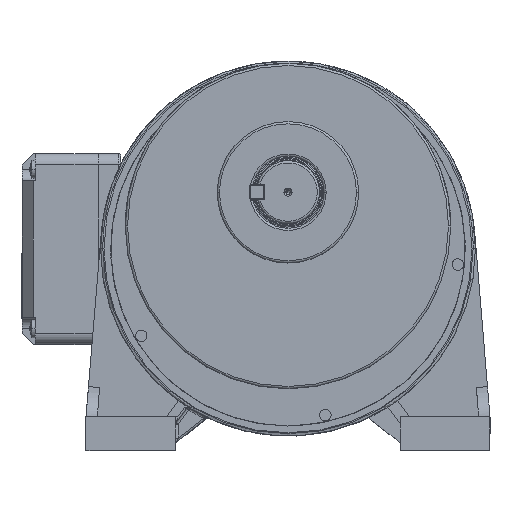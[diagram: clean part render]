
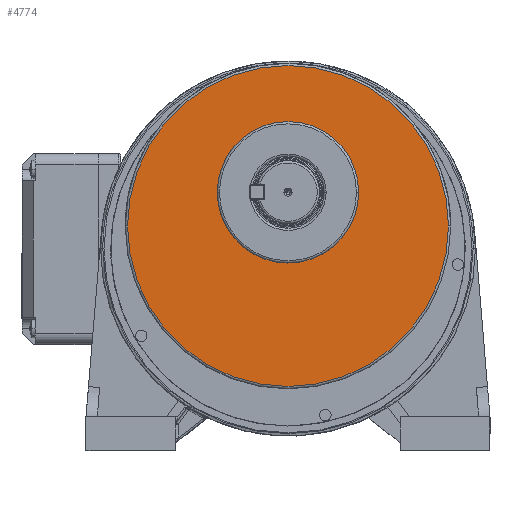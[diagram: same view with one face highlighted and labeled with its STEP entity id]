
A CAD part, top view. The second image highlights one B-rep face of the part: STEP entity #4774.
In plain terms, the highlighted face is planar.
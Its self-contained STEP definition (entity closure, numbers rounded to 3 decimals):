
#3885 = VERTEX_POINT ( 'NONE', #51442 ) ;
#3944 = EDGE_CURVE ( 'NONE', #3885, #36435, #51687, .T. ) ;
#4044 = EDGE_CURVE ( 'NONE', #4062, #4063, #52077, .T. ) ;
#4062 = VERTEX_POINT ( 'NONE', #52103 ) ;
#4063 = VERTEX_POINT ( 'NONE', #52095 ) ;
#4740 = ORIENTED_EDGE ( 'NONE', *, *, #3944, .T. ) ;
#4742 = EDGE_LOOP ( 'NONE', ( #4744, #4740 ) ) ;
#4744 = ORIENTED_EDGE ( 'NONE', *, *, #4780, .T. ) ;
#4774 = ADVANCED_FACE ( 'NONE', ( #54802, #54876 ), #54885, .F. ) ;
#4778 = ORIENTED_EDGE ( 'NONE', *, *, #4781, .T. ) ;
#4780 = EDGE_CURVE ( 'NONE', #36435, #3885, #54855, .T. ) ;
#4781 = EDGE_CURVE ( 'NONE', #4063, #4062, #54859, .T. ) ;
#4782 = EDGE_LOOP ( 'NONE', ( #4784, #4778 ) ) ;
#4784 = ORIENTED_EDGE ( 'NONE', *, *, #4044, .T. ) ;
#36435 = VERTEX_POINT ( 'NONE', #52027 ) ;
#51442 = CARTESIAN_POINT ( 'NONE',  ( -71.5, 10., -82. ) ) ;
#51678 = DIRECTION ( 'NONE',  ( 1., 0., 0. ) ) ;
#51680 = DIRECTION ( 'NONE',  ( 0., 0., -1. ) ) ;
#51682 = CARTESIAN_POINT ( 'NONE',  ( 0., 10., -82. ) ) ;
#51687 = CIRCLE ( 'NONE', #51717, 71.5 ) ;
#51717 = AXIS2_PLACEMENT_3D ( 'NONE', #51682, #51680, #51678 ) ;
#52027 = CARTESIAN_POINT ( 'NONE',  ( 71.5, 10., -82. ) ) ;
#52046 = DIRECTION ( 'NONE',  ( 1., 0., 0. ) ) ;
#52048 = DIRECTION ( 'NONE',  ( 0., 0., 1. ) ) ;
#52062 = CARTESIAN_POINT ( 'NONE',  ( 0., 25., -82. ) ) ;
#52073 = AXIS2_PLACEMENT_3D ( 'NONE', #52062, #52048, #52046 ) ;
#52077 = CIRCLE ( 'NONE', #52073, 31.5 ) ;
#52095 = CARTESIAN_POINT ( 'NONE',  ( -31.5, 25., -82. ) ) ;
#52103 = CARTESIAN_POINT ( 'NONE',  ( 31.5, 25., -82. ) ) ;
#54802 = FACE_OUTER_BOUND ( 'NONE', #4742, .T. ) ;
#54851 = AXIS2_PLACEMENT_3D ( 'NONE', #54949, #54948, #54947 ) ;
#54852 = AXIS2_PLACEMENT_3D ( 'NONE', #54959, #54956, #54955 ) ;
#54855 = CIRCLE ( 'NONE', #54852, 71.5 ) ;
#54859 = CIRCLE ( 'NONE', #54851, 31.5 ) ;
#54867 = DIRECTION ( 'NONE',  ( 1., 0., 0. ) ) ;
#54869 = DIRECTION ( 'NONE',  ( 0., 0., 1. ) ) ;
#54875 = CARTESIAN_POINT ( 'NONE',  ( 0., 10., -82. ) ) ;
#54876 = FACE_BOUND ( 'NONE', #4782, .T. ) ;
#54885 = PLANE ( 'NONE',  #54889 ) ;
#54889 = AXIS2_PLACEMENT_3D ( 'NONE', #54875, #54869, #54867 ) ;
#54947 = DIRECTION ( 'NONE',  ( 1., 0., 0. ) ) ;
#54948 = DIRECTION ( 'NONE',  ( 0., 0., 1. ) ) ;
#54949 = CARTESIAN_POINT ( 'NONE',  ( 0., 25., -82. ) ) ;
#54955 = DIRECTION ( 'NONE',  ( 1., 0., 0. ) ) ;
#54956 = DIRECTION ( 'NONE',  ( 0., 0., -1. ) ) ;
#54959 = CARTESIAN_POINT ( 'NONE',  ( 0., 10., -82. ) ) ;
